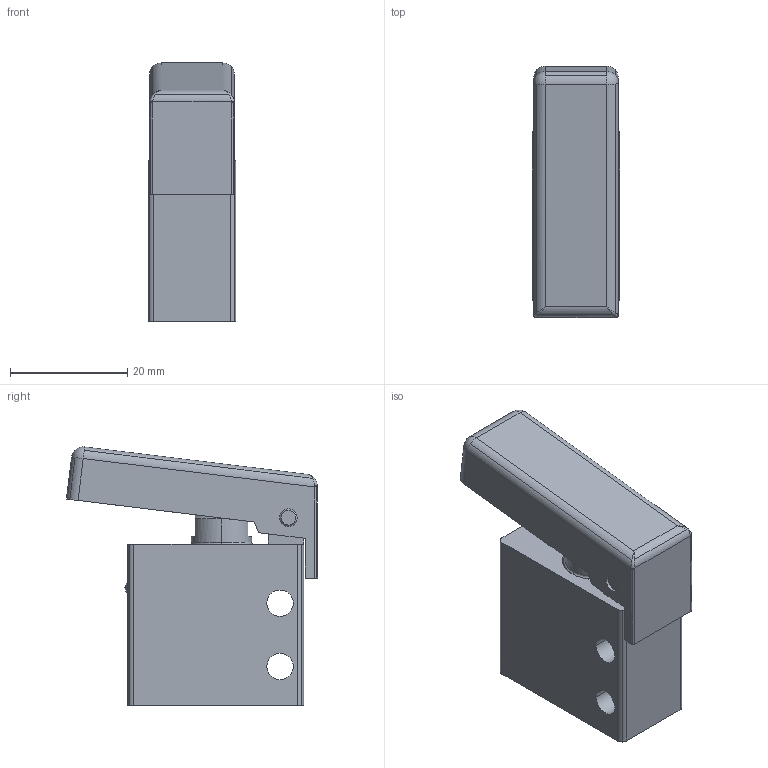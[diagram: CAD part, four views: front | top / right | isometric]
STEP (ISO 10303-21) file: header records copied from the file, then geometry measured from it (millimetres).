
FILE_DESCRIPTION((''),'2;1');
FILE_NAME('08_220_4.stp','2002-12-02T20:26:51',('Branislav Petkovic'),('AZ Pneumatica'),'AutoCAD STEP 2000i','AutoCAD 2000i','Via J. F. Kennedy, 26, 20020 Misinto (MI), ITALY');
FILE_SCHEMA(('CONFIG_CONTROL_DESIGN'));
Length unit declared in the file: millimetre
Products named in the file (8): 08_220_4; 305MR TELO; PART1; PIPAK 304 MA; PART1AA; PLASTICNA POLUGA CRVENA; PART1A; OSOVINA
Assembly tree (7 placements, depth 3):
  08_220_4
    305MR TELO
      PART1
    PIPAK 304 MA
      PART1AA
    PLASTICNA POLUGA CRVENA
      PART1A
      OSOVINA
Bounding box: 15 x 42.87 x 44.09 mm (x, y, z)
Surface area: 8407.5 mm2 (no closed solid volume)
Topology: 0 solids, 4 shells, 168 faces, 434 edges, 275 vertices
Faces by surface type: cylinder 94, plane 46, cone 14, bspline 10, sphere 4
Entity records: 9341 total; most frequent: CARTESIAN_POINT 5191, ORIENTED_EDGE 854, DIRECTION 790, EDGE_CURVE 427, AXIS2_PLACEMENT_3D 297, VERTEX_POINT 274, VECTOR 196, LINE 196
